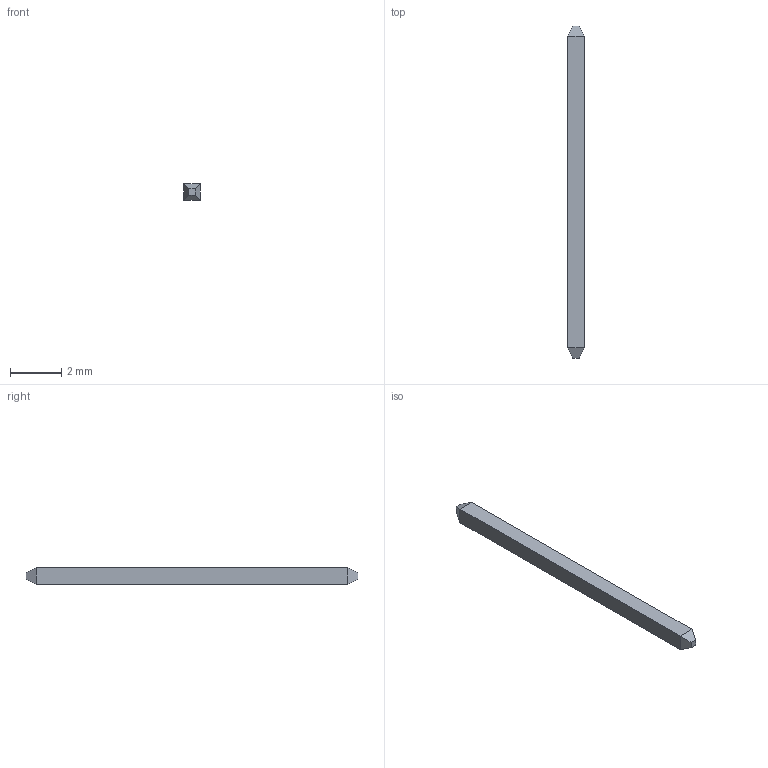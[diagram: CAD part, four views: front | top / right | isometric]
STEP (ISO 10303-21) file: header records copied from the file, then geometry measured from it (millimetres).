
FILE_DESCRIPTION(/* description */ ('90130-'),/* implementation_level */ '2;1');
FILE_NAME(/* name */ '901301110_Tin.stp',/* time_stamp */ '2021-10-07T14:04:37+06:00',/* author */ ('WSE-PC04'),/* organization */ ('MOLEX'),/* preprocessor_version */ 'ST-DEVELOPER v18.1',/* originating_system */ 'Autodesk Inventor 2021',/* authorisation */ '');
FILE_SCHEMA (('AUTOMOTIVE_DESIGN { 1 0 10303 214 3 1 1 }'));
Length unit declared in the file: metre
Products named in the file (1): 901301110 Tin
Bounding box: 0.65 x 12.95 x 0.65 mm (x, y, z)
Volume: 5.3 mm3; surface area: 33.3 mm2
Topology: 1 solids, 1 shells, 14 faces, 28 edges, 16 vertices
Faces by surface type: plane 14
Entity records: 412 total; most frequent: CARTESIAN_POINT 59, DIRECTION 58, ORIENTED_EDGE 56, LINE 28, VECTOR 28, EDGE_CURVE 28, VERTEX_POINT 16, STYLED_ITEM 15
